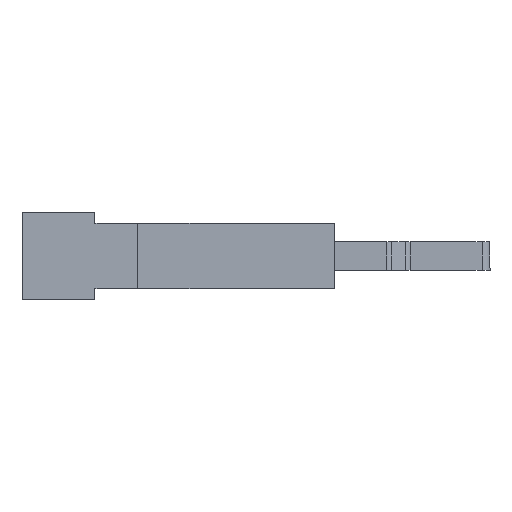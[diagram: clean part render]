
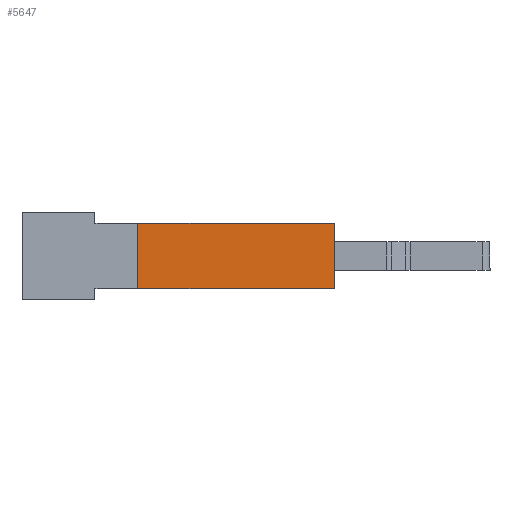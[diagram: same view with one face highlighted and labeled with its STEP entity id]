
A CAD part, left-side view. The second image highlights one B-rep face of the part: STEP entity #5647.
In plain terms, the highlighted planar face has unit normal (-1, 0, 0).
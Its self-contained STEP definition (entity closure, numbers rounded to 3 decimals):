
#768 = CARTESIAN_POINT ( 'NONE',  ( 2., -12.5, 4.1 ) ) ;
#769 = FACE_OUTER_BOUND ( 'NONE', #2288, .T. ) ;
#800 = DIRECTION ( 'NONE',  ( 1., 0., 0. ) ) ;
#808 = PLANE ( 'NONE',  #1148 ) ;
#810 = DIRECTION ( 'NONE',  ( 0., 0., -1. ) ) ;
#1148 = AXIS2_PLACEMENT_3D ( 'NONE', #768, #800, #810 ) ;
#1444 = VECTOR ( 'NONE', #3464, 1000. ) ;
#1482 = VECTOR ( 'NONE', #3492, 1000. ) ;
#1586 = VECTOR ( 'NONE', #3795, 1000. ) ;
#1613 = VECTOR ( 'NONE', #3839, 1000. ) ;
#2288 = EDGE_LOOP ( 'NONE', ( #2667, #2628, #2674, #2611 ) ) ;
#2611 = ORIENTED_EDGE ( 'NONE', *, *, #5143, .F. ) ;
#2628 = ORIENTED_EDGE ( 'NONE', *, *, #5164, .T. ) ;
#2667 = ORIENTED_EDGE ( 'NONE', *, *, #5274, .F. ) ;
#2674 = ORIENTED_EDGE ( 'NONE', *, *, #5257, .F. ) ;
#3450 = LINE ( 'NONE', #3460, #1444 ) ;
#3460 = CARTESIAN_POINT ( 'NONE',  ( 2., -12.5, 4.1 ) ) ;
#3464 = DIRECTION ( 'NONE',  ( 0., -1., 0. ) ) ;
#3492 = DIRECTION ( 'NONE',  ( 0., -1., 0. ) ) ;
#3502 = LINE ( 'NONE', #3512, #1482 ) ;
#3512 = CARTESIAN_POINT ( 'NONE',  ( 2., 0., 0. ) ) ;
#3766 = LINE ( 'NONE', #3815, #1586 ) ;
#3795 = DIRECTION ( 'NONE',  ( 0., 0., -1. ) ) ;
#3815 = CARTESIAN_POINT ( 'NONE',  ( 2., -12.4, 4.1 ) ) ;
#3836 = CARTESIAN_POINT ( 'NONE',  ( 2., 0., 4.1 ) ) ;
#3839 = DIRECTION ( 'NONE',  ( 0., 0., 1. ) ) ;
#3844 = LINE ( 'NONE', #3836, #1613 ) ;
#4645 = CARTESIAN_POINT ( 'NONE',  ( 2., -12.4, 0. ) ) ;
#4684 = CARTESIAN_POINT ( 'NONE',  ( 2., 0., 0. ) ) ;
#4691 = CARTESIAN_POINT ( 'NONE',  ( 2., 0., 4.1 ) ) ;
#4718 = CARTESIAN_POINT ( 'NONE',  ( 2., -12.4, 4.1 ) ) ;
#5143 = EDGE_CURVE ( 'NONE', #5914, #5913, #3450, .T. ) ;
#5164 = EDGE_CURVE ( 'NONE', #5882, #5874, #3502, .T. ) ;
#5257 = EDGE_CURVE ( 'NONE', #5913, #5874, #3766, .T. ) ;
#5274 = EDGE_CURVE ( 'NONE', #5882, #5914, #3844, .T. ) ;
#5647 = ADVANCED_FACE ( 'NONE', ( #769 ), #808, .F. ) ;
#5874 = VERTEX_POINT ( 'NONE', #4645 ) ;
#5882 = VERTEX_POINT ( 'NONE', #4684 ) ;
#5913 = VERTEX_POINT ( 'NONE', #4718 ) ;
#5914 = VERTEX_POINT ( 'NONE', #4691 ) ;
